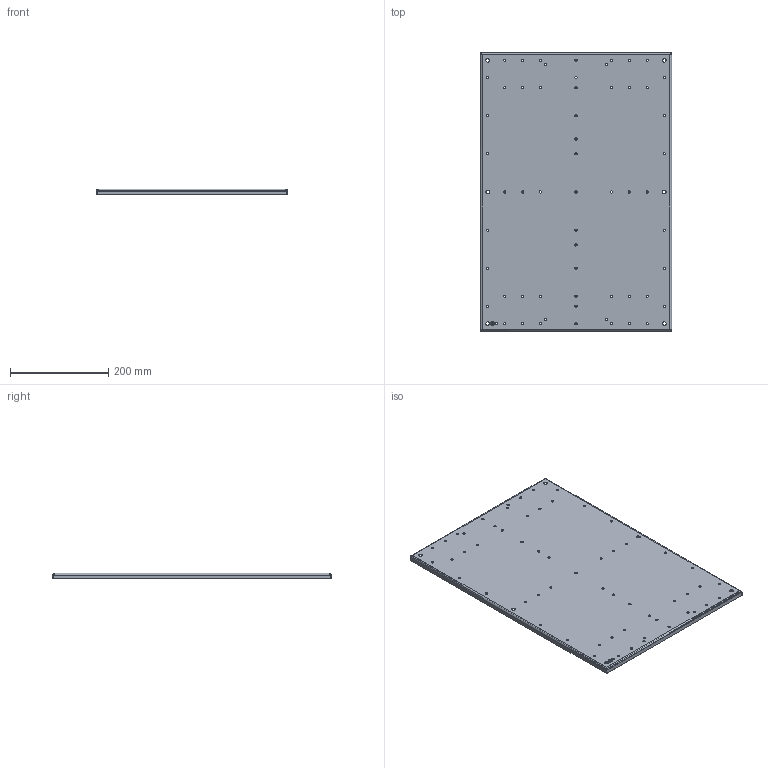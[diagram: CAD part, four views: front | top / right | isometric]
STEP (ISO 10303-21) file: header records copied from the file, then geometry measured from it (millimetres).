
FILE_DESCRIPTION(('CATIA V5R24 STEP','CAx-IF Rec.Pracs.--- Model Styling and Organization---1.2---2011-12-15'),'2;1');
FILE_NAME ('D1450340_0_1257740000_1257740000.stp','2018-09-19T06:47:25+00:00',('none'),('Weidmueller'),'CATIA Version 5-6 Release 2014 SP4 HF52','CATIA V5 STEP AP214','none');
FILE_SCHEMA(('AUTOMOTIVE_DESIGN { 1 0 10303 214 1 1 1 1 }'));
Length unit declared in the file: millimetre
Products named in the file (1): 1257740000
Bounding box: 389 x 565 x 12 mm (x, y, z)
Volume: 353798.5 mm3; surface area: 476246.7 mm2
Topology: 1 solids, 1 shells, 199 faces, 808 edges, 616 vertices
Faces by surface type: cylinder 148, plane 43, bspline 8
Entity records: 12803 total; most frequent: CARTESIAN_POINT 6330, ORIENTED_EDGE 1616, EDGE_CURVE 808, DIRECTION 756, VERTEX_POINT 616, B_SPLINE_CURVE_WITH_KNOTS 434, EDGE_LOOP 336, AXIS2_PLACEMENT_3D 330
